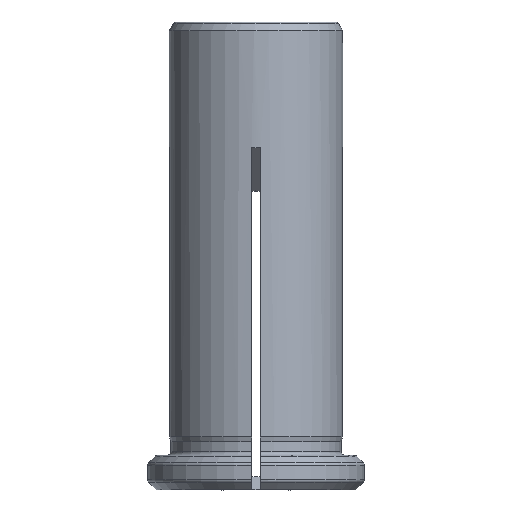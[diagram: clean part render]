
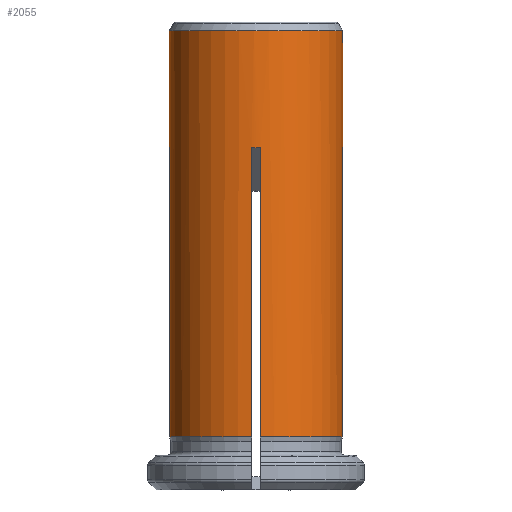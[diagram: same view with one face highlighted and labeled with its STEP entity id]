
A CAD part, front view. The second image highlights one B-rep face of the part: STEP entity #2055.
In plain terms, the highlighted cylindrical face has radius 10 mm (diameter 20 mm), a full revolution.
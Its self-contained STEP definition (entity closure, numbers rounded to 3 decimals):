
#171=CIRCLE('',#2112,10.);
#183=CIRCLE('',#2135,10.);
#195=CIRCLE('',#2158,10.);
#207=CIRCLE('',#2181,10.);
#210=CIRCLE('',#2185,10.);
#276=LINE('',#3306,#352);
#277=LINE('',#3310,#353);
#278=LINE('',#3311,#354);
#279=LINE('',#3315,#355);
#280=LINE('',#3316,#356);
#281=LINE('',#3320,#357);
#282=LINE('',#3321,#358);
#283=LINE('',#3325,#359);
#352=VECTOR('',#2561,1000.);
#353=VECTOR('',#2564,1000.);
#354=VECTOR('',#2565,1000.);
#355=VECTOR('',#2568,1000.);
#356=VECTOR('',#2569,1000.);
#357=VECTOR('',#2572,1000.);
#358=VECTOR('',#2573,1000.);
#359=VECTOR('',#2576,1000.);
#639=ORIENTED_EDGE('',*,*,#1038,.F.);
#640=ORIENTED_EDGE('',*,*,#1039,.F.);
#641=ORIENTED_EDGE('',*,*,#1040,.T.);
#642=ORIENTED_EDGE('',*,*,#885,.F.);
#643=ORIENTED_EDGE('',*,*,#1041,.F.);
#644=ORIENTED_EDGE('',*,*,#1042,.F.);
#645=ORIENTED_EDGE('',*,*,#1043,.T.);
#646=ORIENTED_EDGE('',*,*,#919,.F.);
#647=ORIENTED_EDGE('',*,*,#1044,.F.);
#648=ORIENTED_EDGE('',*,*,#1045,.F.);
#649=ORIENTED_EDGE('',*,*,#1046,.T.);
#650=ORIENTED_EDGE('',*,*,#953,.F.);
#651=ORIENTED_EDGE('',*,*,#1047,.F.);
#652=ORIENTED_EDGE('',*,*,#1048,.F.);
#653=ORIENTED_EDGE('',*,*,#1049,.T.);
#654=ORIENTED_EDGE('',*,*,#988,.F.);
#655=ORIENTED_EDGE('',*,*,#992,.F.);
#885=EDGE_CURVE('',#1103,#1104,#171,.F.);
#919=EDGE_CURVE('',#1127,#1128,#183,.F.);
#953=EDGE_CURVE('',#1151,#1152,#195,.F.);
#988=EDGE_CURVE('',#1175,#1177,#207,.F.);
#992=EDGE_CURVE('',#1180,#1180,#210,.F.);
#1038=EDGE_CURVE('',#1212,#1175,#276,.F.);
#1039=EDGE_CURVE('',#1213,#1212,#1228,.F.);
#1040=EDGE_CURVE('',#1213,#1104,#277,.F.);
#1041=EDGE_CURVE('',#1214,#1103,#278,.F.);
#1042=EDGE_CURVE('',#1215,#1214,#1229,.F.);
#1043=EDGE_CURVE('',#1215,#1128,#279,.F.);
#1044=EDGE_CURVE('',#1216,#1127,#280,.F.);
#1045=EDGE_CURVE('',#1217,#1216,#1230,.F.);
#1046=EDGE_CURVE('',#1217,#1152,#281,.F.);
#1047=EDGE_CURVE('',#1218,#1151,#282,.F.);
#1048=EDGE_CURVE('',#1219,#1218,#1231,.F.);
#1049=EDGE_CURVE('',#1219,#1177,#283,.F.);
#1103=VERTEX_POINT('',#2803);
#1104=VERTEX_POINT('',#2804);
#1127=VERTEX_POINT('',#2920);
#1128=VERTEX_POINT('',#2921);
#1151=VERTEX_POINT('',#3037);
#1152=VERTEX_POINT('',#3038);
#1175=VERTEX_POINT('',#3157);
#1177=VERTEX_POINT('',#3160);
#1180=VERTEX_POINT('',#3171);
#1212=VERTEX_POINT('',#3307);
#1213=VERTEX_POINT('',#3309);
#1214=VERTEX_POINT('',#3312);
#1215=VERTEX_POINT('',#3314);
#1216=VERTEX_POINT('',#3317);
#1217=VERTEX_POINT('',#3319);
#1218=VERTEX_POINT('',#3322);
#1219=VERTEX_POINT('',#3324);
#1228=ELLIPSE('',#2215,14.142,10.);
#1229=ELLIPSE('',#2216,14.142,10.);
#1230=ELLIPSE('',#2217,14.142,10.);
#1231=ELLIPSE('',#2218,14.142,10.);
#1302=EDGE_LOOP('',(#639,#640,#641,#642,#643,#644,#645,#646,#647,#648,#649,
#650,#651,#652,#653,#654));
#1303=EDGE_LOOP('',(#655));
#1394=FACE_BOUND('',#1302,.T.);
#1395=FACE_BOUND('',#1303,.T.);
#1429=CYLINDRICAL_SURFACE('',#2214,10.);
#2055=ADVANCED_FACE('',(#1394,#1395),#1429,.T.);
#2112=AXIS2_PLACEMENT_3D('',#2802,#2319,#2320);
#2135=AXIS2_PLACEMENT_3D('',#2919,#2371,#2372);
#2158=AXIS2_PLACEMENT_3D('',#3036,#2423,#2424);
#2181=AXIS2_PLACEMENT_3D('',#3159,#2475,#2476);
#2185=AXIS2_PLACEMENT_3D('',#3170,#2483,#2484);
#2214=AXIS2_PLACEMENT_3D('',#3305,#2559,#2560);
#2215=AXIS2_PLACEMENT_3D('',#3308,#2562,#2563);
#2216=AXIS2_PLACEMENT_3D('',#3313,#2566,#2567);
#2217=AXIS2_PLACEMENT_3D('',#3318,#2570,#2571);
#2218=AXIS2_PLACEMENT_3D('',#3323,#2574,#2575);
#2319=DIRECTION('',(0.,0.,1.));
#2320=DIRECTION('',(1.,0.,0.));
#2371=DIRECTION('',(0.,0.,1.));
#2372=DIRECTION('',(1.,0.,0.));
#2423=DIRECTION('',(0.,0.,1.));
#2424=DIRECTION('',(1.,0.,0.));
#2475=DIRECTION('',(0.,0.,1.));
#2476=DIRECTION('',(1.,0.,0.));
#2483=DIRECTION('',(0.,0.,-1.));
#2484=DIRECTION('',(-1.,0.,0.));
#2559=DIRECTION('',(0.,0.,1.));
#2560=DIRECTION('',(1.,0.,0.));
#2561=DIRECTION('',(0.,0.,1.));
#2562=DIRECTION('',(0.,-0.707,0.707));
#2563=DIRECTION('',(0.,0.707,0.707));
#2564=DIRECTION('',(0.,0.,1.));
#2565=DIRECTION('',(0.,0.,1.));
#2566=DIRECTION('',(0.707,0.,0.707));
#2567=DIRECTION('',(-0.707,0.,0.707));
#2568=DIRECTION('',(0.,0.,1.));
#2569=DIRECTION('',(0.,0.,1.));
#2570=DIRECTION('',(0.,0.707,0.707));
#2571=DIRECTION('',(0.,-0.707,0.707));
#2572=DIRECTION('',(0.,0.,1.));
#2573=DIRECTION('',(0.,0.,1.));
#2574=DIRECTION('',(-0.707,0.,0.707));
#2575=DIRECTION('',(0.707,0.,0.707));
#2576=DIRECTION('',(0.,0.,1.));
#2802=CARTESIAN_POINT('',(0.,0.,2.127));
#2803=CARTESIAN_POINT('',(-9.987,0.5,2.127));
#2804=CARTESIAN_POINT('',(-0.5,9.987,2.127));
#2919=CARTESIAN_POINT('',(0.,0.,2.127));
#2920=CARTESIAN_POINT('',(-0.5,-9.987,2.127));
#2921=CARTESIAN_POINT('',(-9.987,-0.5,2.127));
#3036=CARTESIAN_POINT('',(0.,0.,2.127));
#3037=CARTESIAN_POINT('',(9.987,-0.5,2.127));
#3038=CARTESIAN_POINT('',(0.5,-9.987,2.127));
#3157=CARTESIAN_POINT('',(0.5,9.987,2.127));
#3159=CARTESIAN_POINT('',(0.,0.,2.127));
#3160=CARTESIAN_POINT('',(9.987,0.5,2.127));
#3170=CARTESIAN_POINT('',(0.,0.,48.973));
#3171=CARTESIAN_POINT('',(-10.,0.,48.973));
#3305=CARTESIAN_POINT('',(0.,0.,60.));
#3306=CARTESIAN_POINT('',(0.5,9.987,60.));
#3307=CARTESIAN_POINT('',(0.5,9.987,35.487));
#3308=CARTESIAN_POINT('',(0.,0.,25.5));
#3309=CARTESIAN_POINT('',(-0.5,9.987,35.487));
#3310=CARTESIAN_POINT('',(-0.5,9.987,60.));
#3311=CARTESIAN_POINT('',(-9.987,0.5,60.));
#3312=CARTESIAN_POINT('',(-9.987,0.5,35.487));
#3313=CARTESIAN_POINT('',(0.,0.,25.5));
#3314=CARTESIAN_POINT('',(-9.987,-0.5,35.487));
#3315=CARTESIAN_POINT('',(-9.987,-0.5,60.));
#3316=CARTESIAN_POINT('',(-0.5,-9.987,60.));
#3317=CARTESIAN_POINT('',(-0.5,-9.987,35.487));
#3318=CARTESIAN_POINT('',(0.,0.,25.5));
#3319=CARTESIAN_POINT('',(0.5,-9.987,35.487));
#3320=CARTESIAN_POINT('',(0.5,-9.987,60.));
#3321=CARTESIAN_POINT('',(9.987,-0.5,60.));
#3322=CARTESIAN_POINT('',(9.987,-0.5,35.487));
#3323=CARTESIAN_POINT('',(0.,0.,25.5));
#3324=CARTESIAN_POINT('',(9.987,0.5,35.487));
#3325=CARTESIAN_POINT('',(9.987,0.5,60.));
